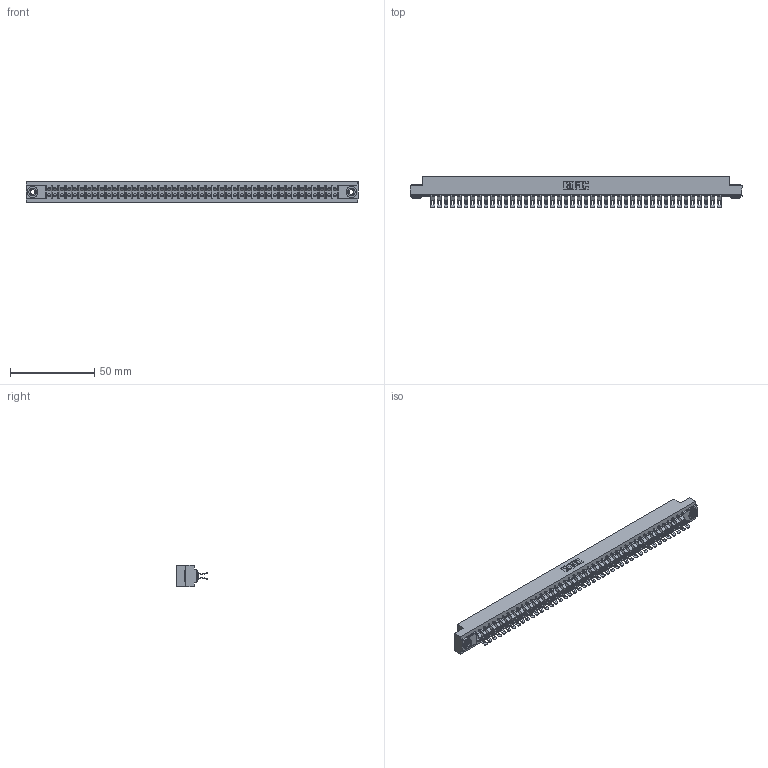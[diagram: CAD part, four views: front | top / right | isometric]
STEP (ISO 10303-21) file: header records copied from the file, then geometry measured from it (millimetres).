
FILE_DESCRIPTION (( 'STEP AP203' ), '1' );
FILE_NAME ('807-088-555-203.STEP', '2021-07-20T21:11:00', ( '' ), ( '' ), 'SwSTEP 2.0', 'SolidWorks 2020', '' );
FILE_SCHEMA (( 'CONFIG_CONTROL_DESIGN' ));
Length unit declared in the file: inch
Products named in the file (4): 807-088-555-203; 307-290-001_555; 345-250-002_345-250-002-102; 807 Part_.156 Dia Mounting Holes
Assembly tree (91 placements, depth 2):
  807-088-555-203
    807 Part_.156 Dia Mounting Holes
    307-290-001_555  x88
    345-250-002_345-250-002-102  x2
Bounding box: 197.36 x 18.75 x 12.7 mm (x, y, z)
Volume: 21264.4 mm3; surface area: 27764.2 mm2
Topology: 91 solids, 91 shells, 5583 faces, 16363 edges, 10666 vertices
Faces by surface type: plane 3086, cylinder 2399, sphere 90, cone 8
Entity records: 40484 total; most frequent: CARTESIAN_POINT 6609, ORIENTED_EDGE 6544, DIRECTION 6494, EDGE_CURVE 3272, LINE 2492, VECTOR 2492, VERTEX_POINT 2116, AXIS2_PLACEMENT_3D 2001
